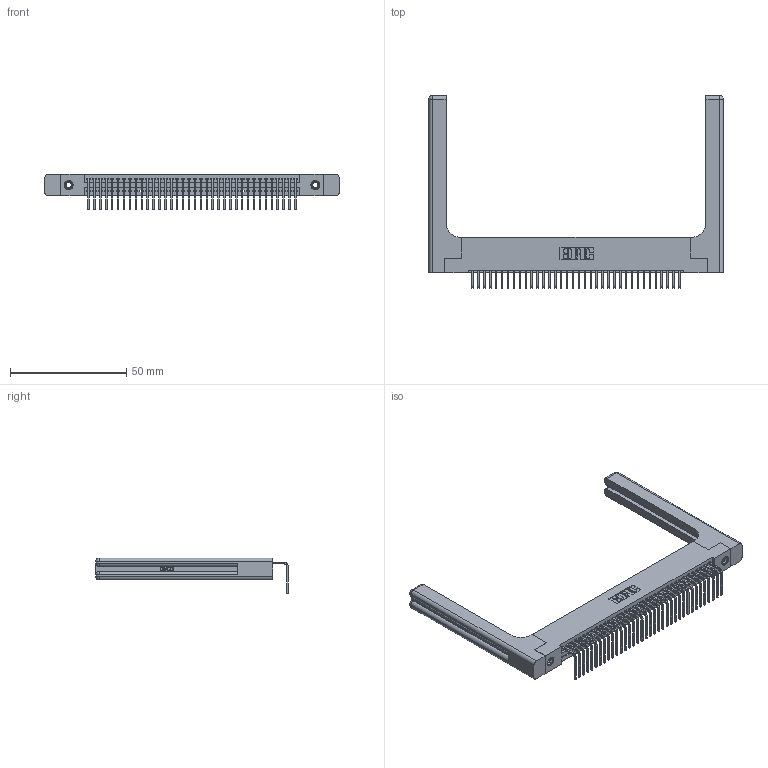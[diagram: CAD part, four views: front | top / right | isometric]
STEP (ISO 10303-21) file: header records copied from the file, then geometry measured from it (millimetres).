
FILE_DESCRIPTION (( 'STEP AP203' ), '1' );
FILE_NAME ('345-036-558-158.STEP', '2019-10-10T15:16:38', ( '' ), ( '' ), 'SwSTEP 2.0', 'SolidWorks 2016', '' );
FILE_SCHEMA (( 'CONFIG_CONTROL_DESIGN' ));
Length unit declared in the file: inch
Products named in the file (5): 345 Part_Flush Mounting Lugs - 0.156 Dia-TH; 345-292-001_558 Tail - 2; 345-250-001_345-250-001-102; 345-220-058_345-220-058; 345-036-558-158
Assembly tree (41 placements, depth 2):
  345-036-558-158
    345 Part_Flush Mounting Lugs - 0.156 Dia-TH
    345-292-001_558 Tail - 2  x36
    345-250-001_345-250-001-102  x2
    345-220-058_345-220-058  x2
Bounding box: 126.47 x 82.79 x 15.37 mm (x, y, z)
Volume: 20587.7 mm3; surface area: 21985.7 mm2
Topology: 41 solids, 41 shells, 2542 faces, 7559 edges, 4970 vertices
Faces by surface type: plane 1740, cylinder 742, bspline 36, cone 12, sphere 8, torus 4
Entity records: 33168 total; most frequent: CARTESIAN_POINT 6717, ORIENTED_EDGE 5484, DIRECTION 4822, EDGE_CURVE 2742, VECTOR 2374, LINE 2374, VERTEX_POINT 1818, AXIS2_PLACEMENT_3D 1224
